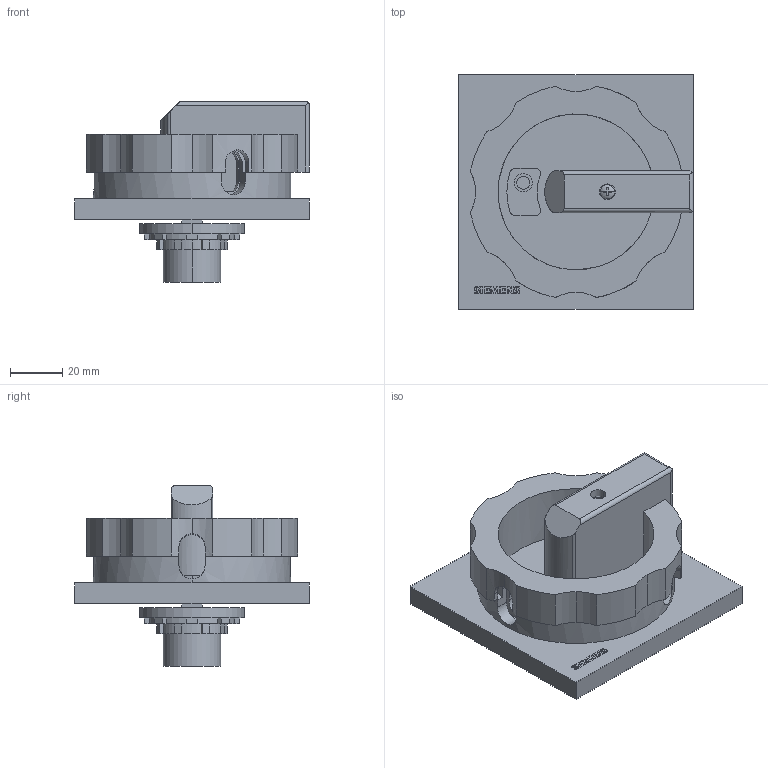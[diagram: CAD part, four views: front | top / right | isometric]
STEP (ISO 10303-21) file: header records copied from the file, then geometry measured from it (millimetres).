
FILE_DESCRIPTION(('STEP AP214'),'1');
FILE_NAME('cctmp_8B0303FD-D158-4D8E-BF0A-23F393A5BCDB_2023_04_14_05_29_07_0748..stp','2023-04-14T03:29:08',('SIEMENS A&D'),('CADClick - www.CADClick.com'),'Spatial InterOp 3D postprocessed',' ','unknown authorization');
FILE_SCHEMA(('AUTOMOTIVE_DESIGN'));
Length unit declared in the file: millimetre
Products named in the file (1): 2023_04_14_05_29_07_0701
Bounding box: 90 x 90 x 69.3 mm (x, y, z)
Volume: 144164.3 mm3; surface area: 60714.8 mm2
Topology: 1 solids, 2 shells, 330 faces, 944 edges, 626 vertices
Faces by surface type: plane 190, cylinder 134, sphere 2, torus 2, cone 2
Entity records: 12025 total; most frequent: CARTESIAN_POINT 2160, ORIENTED_EDGE 1884, DIRECTION 1829, EDGE_CURVE 942, LINE 627, VECTOR 627, VERTEX_POINT 626, AXIS2_PLACEMENT_3D 601
